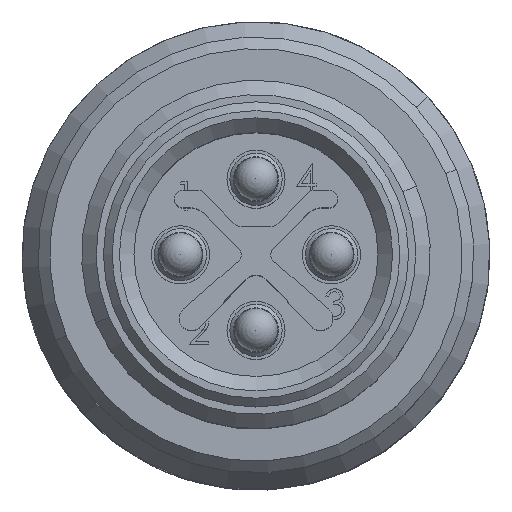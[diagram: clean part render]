
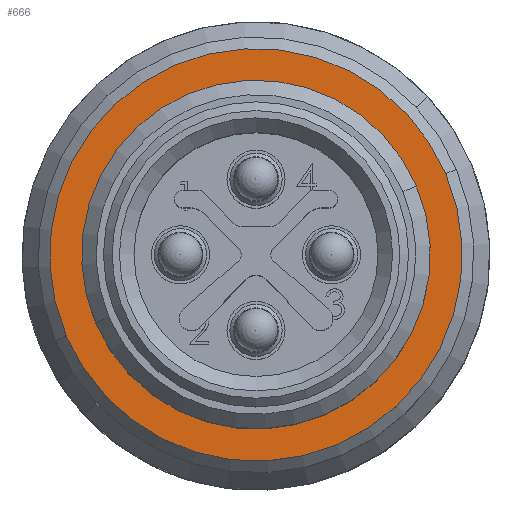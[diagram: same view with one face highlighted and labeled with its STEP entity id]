
A CAD part, top view. The second image highlights one B-rep face of the part: STEP entity #666.
In plain terms, the highlighted planar face has unit normal (0, 0, 1).
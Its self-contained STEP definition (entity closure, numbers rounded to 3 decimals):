
#156=FACE_BOUND('',#1145,.T.);
#157=FACE_BOUND('',#1146,.T.);
#492=CIRCLE('',#3800,6.);
#494=CIRCLE('',#3803,6.);
#497=CIRCLE('',#3808,7.1);
#499=CIRCLE('',#3811,7.1);
#666=ADVANCED_FACE('',(#156,#157),#867,.F.);
#867=PLANE('',#3813);
#1145=EDGE_LOOP('',(#1623,#1624));
#1146=EDGE_LOOP('',(#1625,#1626));
#1623=ORIENTED_EDGE('',*,*,#2873,.T.);
#1624=ORIENTED_EDGE('',*,*,#2870,.T.);
#1625=ORIENTED_EDGE('',*,*,#2864,.T.);
#1626=ORIENTED_EDGE('',*,*,#2862,.T.);
#2480=VERTEX_POINT('',#5524);
#2483=VERTEX_POINT('',#5529);
#2488=VERTEX_POINT('',#5545);
#2489=VERTEX_POINT('',#5547);
#2862=EDGE_CURVE('',#2480,#2483,#492,.T.);
#2864=EDGE_CURVE('',#2483,#2480,#494,.T.);
#2870=EDGE_CURVE('',#2489,#2488,#497,.T.);
#2873=EDGE_CURVE('',#2488,#2489,#499,.T.);
#3800=AXIS2_PLACEMENT_3D('',#5530,#4344,#4345);
#3803=AXIS2_PLACEMENT_3D('',#5533,#4350,#4351);
#3808=AXIS2_PLACEMENT_3D('',#5546,#4363,#4364);
#3811=AXIS2_PLACEMENT_3D('',#5551,#4370,#4371);
#3813=AXIS2_PLACEMENT_3D('',#5553,#4374,#4375);
#4344=DIRECTION('',(0.,0.,-1.));
#4345=DIRECTION('',(-0.919,-0.393,0.));
#4350=DIRECTION('',(0.,0.,-1.));
#4351=DIRECTION('',(0.919,0.393,0.));
#4363=DIRECTION('',(0.,0.,1.));
#4364=DIRECTION('',(0.919,0.393,0.));
#4370=DIRECTION('',(0.,0.,1.));
#4371=DIRECTION('',(-0.919,-0.393,0.));
#4374=DIRECTION('',(0.,0.,-1.));
#4375=DIRECTION('',(0.919,0.393,0.));
#5524=CARTESIAN_POINT('',(-5.517,-2.359,-9.2));
#5529=CARTESIAN_POINT('',(5.517,2.359,-9.2));
#5530=CARTESIAN_POINT('',(0.,0.,-9.2));
#5533=CARTESIAN_POINT('',(0.,0.,-9.2));
#5545=CARTESIAN_POINT('',(-6.528,-2.792,-9.2));
#5546=CARTESIAN_POINT('',(0.,0.,-9.2));
#5547=CARTESIAN_POINT('',(6.528,2.792,-9.2));
#5551=CARTESIAN_POINT('',(0.,0.,-9.2));
#5553=CARTESIAN_POINT('',(-2.359,5.517,-9.2));
